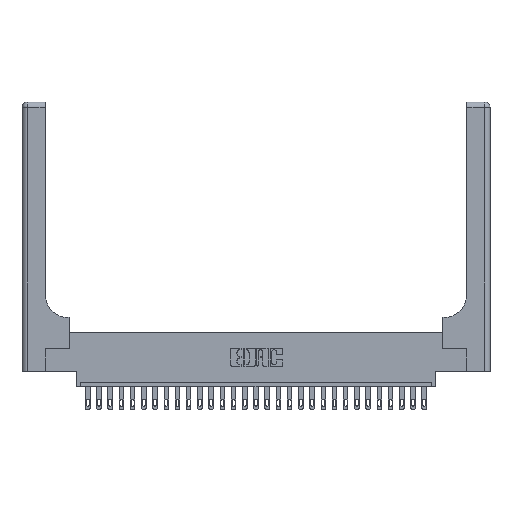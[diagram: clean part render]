
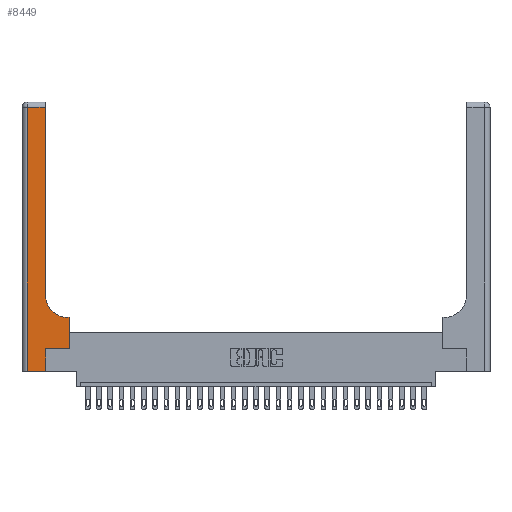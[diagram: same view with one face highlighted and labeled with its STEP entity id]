
A CAD part, top view. The second image highlights one B-rep face of the part: STEP entity #8449.
In plain terms, the highlighted planar face has unit normal (0, 0, 1).
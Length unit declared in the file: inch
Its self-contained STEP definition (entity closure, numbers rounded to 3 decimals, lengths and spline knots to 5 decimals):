
#77 = VERTEX_POINT ( 'NONE', #23821 ) ;
#121 = ORIENTED_EDGE ( 'NONE', *, *, #17468, .T. ) ;
#539 = VERTEX_POINT ( 'NONE', #5267 ) ;
#568 = VERTEX_POINT ( 'NONE', #11670 ) ;
#850 = AXIS2_PLACEMENT_3D ( 'NONE', #21582, #22099, #11971 ) ;
#909 = VECTOR ( 'NONE', #6653, 39.37008 ) ;
#920 = EDGE_CURVE ( 'NONE', #10261, #539, #3850, .T. ) ;
#1764 = DIRECTION ( 'NONE',  ( 1., 0., 0. ) ) ;
#2238 = AXIS2_PLACEMENT_3D ( 'NONE', #25191, #8918, #19185 ) ;
#2460 = CARTESIAN_POINT ( 'NONE',  ( 0.265, 0.25, 0.37 ) ) ;
#2568 = VECTOR ( 'NONE', #19806, 39.37008 ) ;
#2733 = LINE ( 'NONE', #9283, #11294 ) ;
#2834 = EDGE_CURVE ( 'NONE', #13244, #6413, #14320, .T. ) ;
#3087 = CIRCLE ( 'NONE', #2238, 0.25 ) ;
#3094 = VECTOR ( 'NONE', #16288, 39.37008 ) ;
#3752 = CARTESIAN_POINT ( 'NONE',  ( 0.06, 3., 0.37 ) ) ;
#3850 = LINE ( 'NONE', #22116, #6336 ) ;
#4260 = CARTESIAN_POINT ( 'NONE',  ( 0.265, 0., 0.37 ) ) ;
#4780 = VERTEX_POINT ( 'NONE', #5461 ) ;
#5267 = CARTESIAN_POINT ( 'NONE',  ( 0.06, 2.94, 0.37 ) ) ;
#5461 = CARTESIAN_POINT ( 'NONE',  ( 0.51, 0.6, 0.37 ) ) ;
#5830 = FACE_OUTER_BOUND ( 'NONE', #12596, .T. ) ;
#6220 = LINE ( 'NONE', #14224, #18168 ) ;
#6336 = VECTOR ( 'NONE', #25645, 39.37008 ) ;
#6413 = VERTEX_POINT ( 'NONE', #13629 ) ;
#6466 = ORIENTED_EDGE ( 'NONE', *, *, #8833, .T. ) ;
#6653 = DIRECTION ( 'NONE',  ( 0., 1., 0. ) ) ;
#7315 = PLANE ( 'NONE',  #850 ) ;
#7783 = CARTESIAN_POINT ( 'NONE',  ( 0.265, 0.25, 0.37 ) ) ;
#8449 = ADVANCED_FACE ( 'NONE', ( #5830 ), #7315, .F. ) ;
#8833 = EDGE_CURVE ( 'NONE', #6413, #77, #21936, .T. ) ;
#8918 = DIRECTION ( 'NONE',  ( 0., 0., -1. ) ) ;
#9283 = CARTESIAN_POINT ( 'NONE',  ( 0.26, 3., 0.37 ) ) ;
#9450 = ORIENTED_EDGE ( 'NONE', *, *, #18254, .T. ) ;
#9881 = EDGE_CURVE ( 'NONE', #10637, #13244, #24926, .T. ) ;
#10040 = LINE ( 'NONE', #16567, #15573 ) ;
#10156 = LINE ( 'NONE', #3752, #3094 ) ;
#10261 = VERTEX_POINT ( 'NONE', #22722 ) ;
#10637 = VERTEX_POINT ( 'NONE', #21347 ) ;
#11293 = ORIENTED_EDGE ( 'NONE', *, *, #2834, .T. ) ;
#11294 = VECTOR ( 'NONE', #16883, 39.37008 ) ;
#11670 = CARTESIAN_POINT ( 'NONE',  ( 0.26, 0.85, 0.37 ) ) ;
#11971 = DIRECTION ( 'NONE',  ( -1., 0., 0. ) ) ;
#12026 = ORIENTED_EDGE ( 'NONE', *, *, #920, .T. ) ;
#12596 = EDGE_LOOP ( 'NONE', ( #121, #12026, #14423, #9450, #24095, #11293, #6466, #17800, #26045 ) ) ;
#13244 = VERTEX_POINT ( 'NONE', #2460 ) ;
#13250 = VECTOR ( 'NONE', #1764, 39.37008 ) ;
#13629 = CARTESIAN_POINT ( 'NONE',  ( 0.528, 0.25, 0.37 ) ) ;
#13946 = CARTESIAN_POINT ( 'NONE',  ( 0.528, 0.25, 0.37 ) ) ;
#14224 = CARTESIAN_POINT ( 'NONE',  ( 0.26, 0.6, 0.37 ) ) ;
#14320 = LINE ( 'NONE', #7783, #13250 ) ;
#14423 = ORIENTED_EDGE ( 'NONE', *, *, #21228, .T. ) ;
#15573 = VECTOR ( 'NONE', #22166, 39.37008 ) ;
#16288 = DIRECTION ( 'NONE',  ( 0., -1., 0. ) ) ;
#16492 = DIRECTION ( 'NONE',  ( -1., 0., 0. ) ) ;
#16567 = CARTESIAN_POINT ( 'NONE',  ( 0., 0., 0.37 ) ) ;
#16883 = DIRECTION ( 'NONE',  ( 0., 1., 0. ) ) ;
#17468 = EDGE_CURVE ( 'NONE', #568, #10261, #2733, .T. ) ;
#17800 = ORIENTED_EDGE ( 'NONE', *, *, #24998, .T. ) ;
#18168 = VECTOR ( 'NONE', #16492, 39.37008 ) ;
#18254 = EDGE_CURVE ( 'NONE', #24534, #10637, #10040, .T. ) ;
#19185 = DIRECTION ( 'NONE',  ( 1., 0., 0. ) ) ;
#19806 = DIRECTION ( 'NONE',  ( 0., 1., 0. ) ) ;
#20086 = CARTESIAN_POINT ( 'NONE',  ( 0.06, 0., 0.37 ) ) ;
#20143 = EDGE_CURVE ( 'NONE', #4780, #568, #3087, .T. ) ;
#21228 = EDGE_CURVE ( 'NONE', #539, #24534, #10156, .T. ) ;
#21347 = CARTESIAN_POINT ( 'NONE',  ( 0.265, 0., 0.37 ) ) ;
#21582 = CARTESIAN_POINT ( 'NONE',  ( 0., 3., 0.37 ) ) ;
#21936 = LINE ( 'NONE', #13946, #2568 ) ;
#22099 = DIRECTION ( 'NONE',  ( 0., 0., -1. ) ) ;
#22116 = CARTESIAN_POINT ( 'NONE',  ( 0., 2.94, 0.37 ) ) ;
#22166 = DIRECTION ( 'NONE',  ( 1., 0., 0. ) ) ;
#22722 = CARTESIAN_POINT ( 'NONE',  ( 0.26, 2.94, 0.37 ) ) ;
#23821 = CARTESIAN_POINT ( 'NONE',  ( 0.528, 0.6, 0.37 ) ) ;
#24095 = ORIENTED_EDGE ( 'NONE', *, *, #9881, .T. ) ;
#24534 = VERTEX_POINT ( 'NONE', #20086 ) ;
#24926 = LINE ( 'NONE', #4260, #909 ) ;
#24998 = EDGE_CURVE ( 'NONE', #77, #4780, #6220, .T. ) ;
#25191 = CARTESIAN_POINT ( 'NONE',  ( 0.51, 0.85, 0.37 ) ) ;
#25645 = DIRECTION ( 'NONE',  ( -1., 0., 0. ) ) ;
#26045 = ORIENTED_EDGE ( 'NONE', *, *, #20143, .T. ) ;
